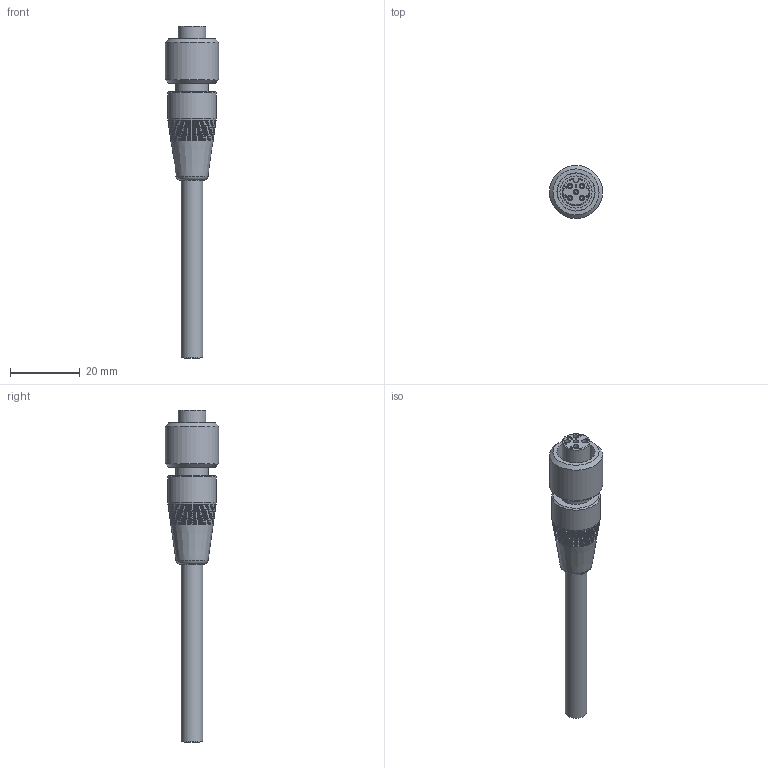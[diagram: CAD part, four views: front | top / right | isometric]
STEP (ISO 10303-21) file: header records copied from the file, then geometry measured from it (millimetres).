
FILE_DESCRIPTION(/* description */ (''),/* implementation_level */ '2;1');
FILE_NAME(/* name */ 'M2A.stp',/* time_stamp */ '2017-05-04T15:21:22-04:00',/* author */ ('aneininger'),/* organization */ ('CONNECTION TECHNOLOGY CENTER'),/* preprocessor_version */ 'ST-DEVELOPER v16.5',/* originating_system */ 'Autodesk Inventor 2017',/* authorisation */ '');
FILE_SCHEMA (('AUTOMOTIVE_DESIGN { 1 0 10303 214 3 1 1 }'));
Length unit declared in the file: inch
Products named in the file (1): M2A
Bounding box: 15.23 x 15.23 x 95.14 mm (x, y, z)
Volume: 6624.1 mm3; surface area: 4257.5 mm2
Topology: 1 solids, 1 shells, 337 faces, 675 edges, 451 vertices
Faces by surface type: plane 164, cylinder 94, bspline 45, cone 31, torus 3
Full cylindrical faces by diameter (mm): 0.127 x19, 0.203 x38, 1.143 x5, 3.353 x1, 3.988 x1, 4.115 x1, 4.142 x1, 4.267 x1, 6.223 x1, 9.423 x1, 9.677 x1, 10.795 x1, 10.922 x1, 11.974 x1, 12.119 x1, 12.265 x1, 12.41 x1, 12.555 x1, 12.7 x2, 12.845 x1, 12.99 x1, 13.135 x1, 13.281 x1, 13.426 x1, 13.571 x1, 13.97 x1, 15.24 x1
Entity records: 8829 total; most frequent: CARTESIAN_POINT 2004, DIRECTION 1278, ORIENTED_EDGE 1066, EDGE_LOOP 570, AXIS2_PLACEMENT_3D 543, EDGE_CURVE 529, VERTEX_POINT 425, STYLED_ITEM 338
